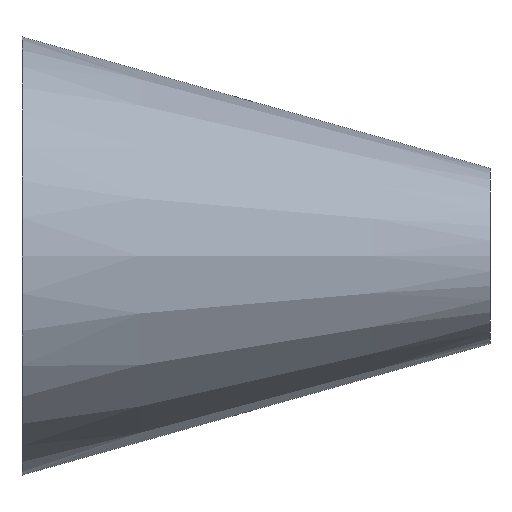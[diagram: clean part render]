
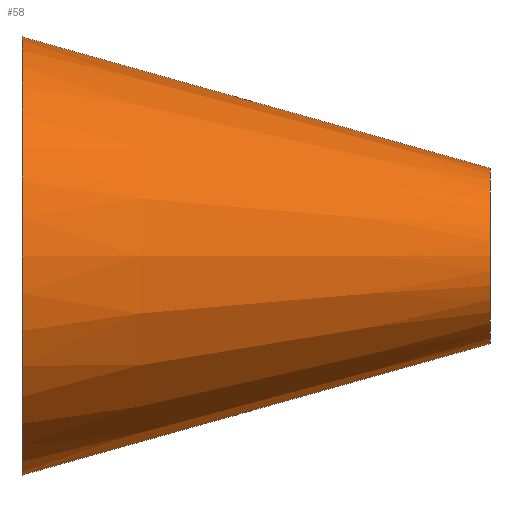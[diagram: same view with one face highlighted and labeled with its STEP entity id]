
A CAD part, front view. The second image highlights one B-rep face of the part: STEP entity #58.
In plain terms, the highlighted conical face has half-angle 15.672 degrees and reference radius 6.75 mm.
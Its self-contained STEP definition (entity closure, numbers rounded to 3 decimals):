
#2 = DIRECTION ( 'NONE',  ( 0., 0., -1. ) ) ;
#3 = ORIENTED_EDGE ( 'NONE', *, *, #176, .F. ) ;
#28 = CONICAL_SURFACE ( 'NONE', #111, 6.75, 0.274 ) ;
#29 = VECTOR ( 'NONE', #146, 1000. ) ;
#54 = LINE ( 'NONE', #128, #141 ) ;
#58 = ADVANCED_FACE ( 'NONE', ( #163 ), #28, .T. ) ;
#69 = DIRECTION ( 'NONE',  ( 0., 0., 1. ) ) ;
#76 = CIRCLE ( 'NONE', #116, 16.85 ) ;
#77 = EDGE_LOOP ( 'NONE', ( #114, #3, #109, #213 ) ) ;
#89 = CARTESIAN_POINT ( 'NONE',  ( 36., 0., 0. ) ) ;
#91 = CARTESIAN_POINT ( 'NONE',  ( 0., 0., -16.85 ) ) ;
#102 = DIRECTION ( 'NONE',  ( -1., 0., 0. ) ) ;
#109 = ORIENTED_EDGE ( 'NONE', *, *, #115, .T. ) ;
#111 = AXIS2_PLACEMENT_3D ( 'NONE', #142, #102, #69 ) ;
#114 = ORIENTED_EDGE ( 'NONE', *, *, #132, .F. ) ;
#115 = EDGE_CURVE ( 'NONE', #225, #211, #54, .T. ) ;
#116 = AXIS2_PLACEMENT_3D ( 'NONE', #165, #183, #2 ) ;
#125 = EDGE_CURVE ( 'NONE', #211, #178, #76, .T. ) ;
#128 = CARTESIAN_POINT ( 'NONE',  ( 36., 0., 6.75 ) ) ;
#132 = EDGE_CURVE ( 'NONE', #154, #178, #248, .T. ) ;
#134 = CARTESIAN_POINT ( 'NONE',  ( 36., 0., 6.75 ) ) ;
#141 = VECTOR ( 'NONE', #198, 1000. ) ;
#142 = CARTESIAN_POINT ( 'NONE',  ( 36., 0., 0. ) ) ;
#146 = DIRECTION ( 'NONE',  ( -0.963, 0., -0.27 ) ) ;
#154 = VERTEX_POINT ( 'NONE', #205 ) ;
#160 = AXIS2_PLACEMENT_3D ( 'NONE', #89, #167, #229 ) ;
#163 = FACE_OUTER_BOUND ( 'NONE', #77, .T. ) ;
#165 = CARTESIAN_POINT ( 'NONE',  ( 0., 0., 0. ) ) ;
#167 = DIRECTION ( 'NONE',  ( 1., 0., 0. ) ) ;
#176 = EDGE_CURVE ( 'NONE', #225, #154, #238, .T. ) ;
#178 = VERTEX_POINT ( 'NONE', #91 ) ;
#183 = DIRECTION ( 'NONE',  ( 1., 0., 0. ) ) ;
#184 = CARTESIAN_POINT ( 'NONE',  ( 0., 0., 16.85 ) ) ;
#198 = DIRECTION ( 'NONE',  ( -0.963, 0., 0.27 ) ) ;
#205 = CARTESIAN_POINT ( 'NONE',  ( 36., 0., -6.75 ) ) ;
#211 = VERTEX_POINT ( 'NONE', #184 ) ;
#213 = ORIENTED_EDGE ( 'NONE', *, *, #125, .T. ) ;
#225 = VERTEX_POINT ( 'NONE', #134 ) ;
#227 = CARTESIAN_POINT ( 'NONE',  ( 36., 0., -6.75 ) ) ;
#229 = DIRECTION ( 'NONE',  ( 0., 0., -1. ) ) ;
#238 = CIRCLE ( 'NONE', #160, 6.75 ) ;
#248 = LINE ( 'NONE', #227, #29 ) ;
